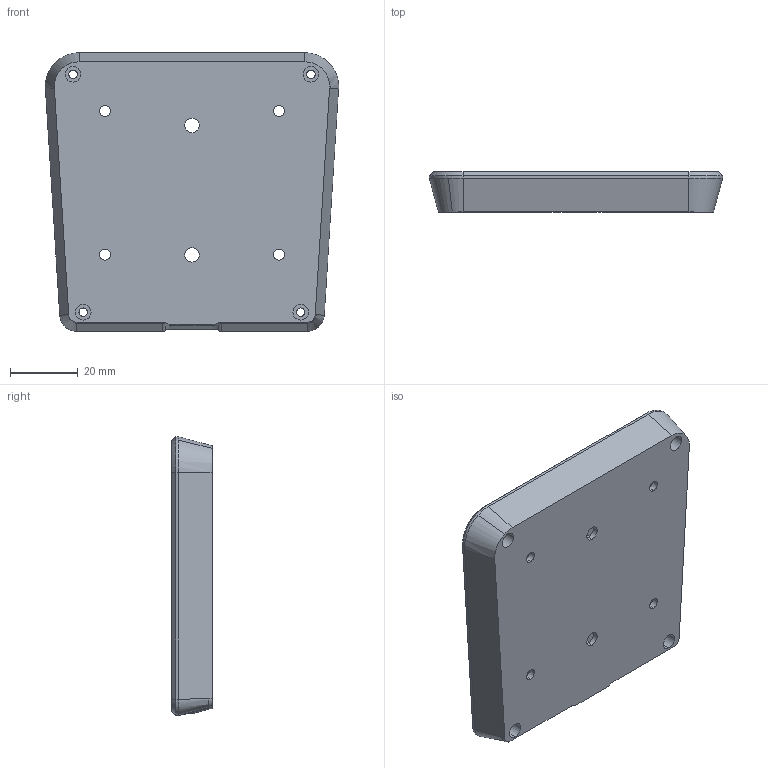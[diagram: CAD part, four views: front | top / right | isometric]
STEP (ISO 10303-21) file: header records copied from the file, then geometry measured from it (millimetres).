
FILE_DESCRIPTION (( 'STEP AP214' ), '1' );
FILE_NAME ('middle.STEP', '2025-11-23T23:15:26', ( '' ), ( '' ), 'SwSTEP 2.0', 'SolidWorks 2025', '' );
FILE_SCHEMA (( 'AUTOMOTIVE_DESIGN' ));
Length unit declared in the file: millimetre
Products named in the file (1): middle
Bounding box: 86.26 x 11.9 x 81.9 mm (x, y, z)
Volume: 39750.4 mm3; surface area: 18724.2 mm2
Topology: 1 solids, 1 shells, 244 faces, 630 edges, 400 vertices
Faces by surface type: plane 122, cylinder 74, cone 23, bspline 17, torus 8
Entity records: 9906 total; most frequent: CARTESIAN_POINT 4003, ORIENTED_EDGE 1260, DIRECTION 1162, EDGE_CURVE 630, VERTEX_POINT 400, AXIS2_PLACEMENT_3D 396, VECTOR 370, LINE 370
